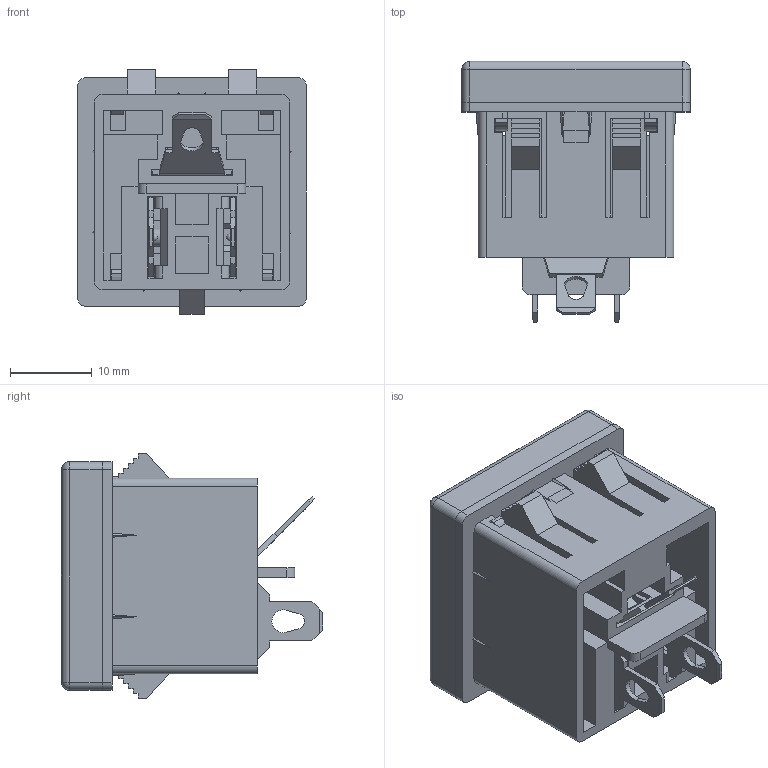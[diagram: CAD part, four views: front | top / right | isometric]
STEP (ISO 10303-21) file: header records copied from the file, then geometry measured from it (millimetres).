
FILE_DESCRIPTION (( 'STEP AP214' ), '1' );
FILE_NAME ('738W.STEP', '2018-05-24T00:50:02', ( '' ), ( '' ), 'SwSTEP 2.0', 'SolidWorks 2016', '' );
FILE_SCHEMA (( 'AUTOMOTIVE_DESIGN' ));
Length unit declared in the file: millimetre
Products named in the file (1): 738W
Bounding box: 28 x 32 x 30 mm (x, y, z)
Volume: 8322 mm3; surface area: 13244 mm2
Topology: 10 solids, 10 shells, 766 faces, 2096 edges, 1353 vertices
Faces by surface type: plane 554, cylinder 124, torus 45, bspline 28, sphere 14, cone 1
Entity records: 33448 total; most frequent: CARTESIAN_POINT 5419, ORIENTED_EDGE 4152, DIRECTION 3870, EDGE_CURVE 2076, LINE 1608, VECTOR 1608, VERTEX_POINT 1351, AXIS2_PLACEMENT_3D 1131
